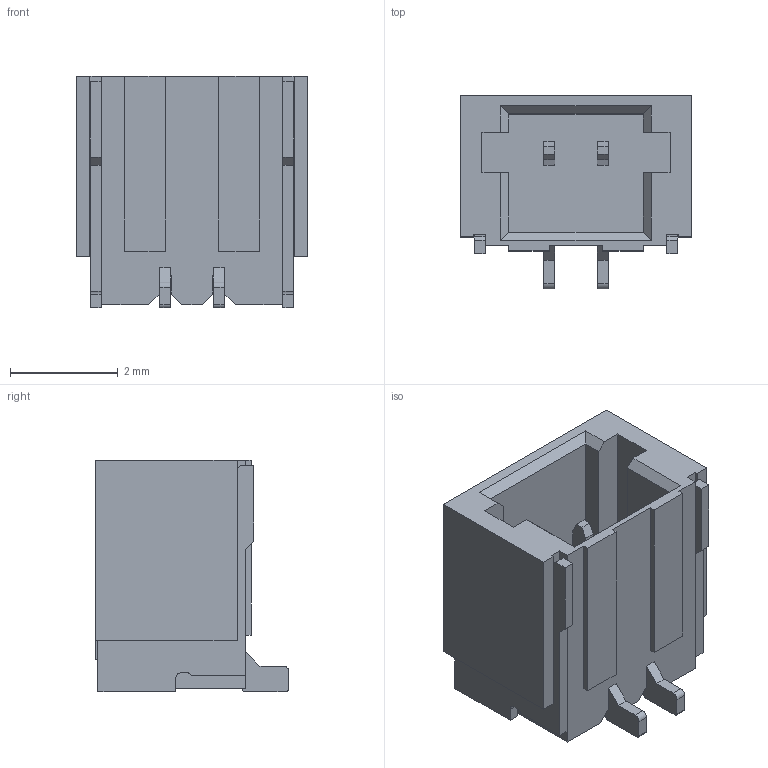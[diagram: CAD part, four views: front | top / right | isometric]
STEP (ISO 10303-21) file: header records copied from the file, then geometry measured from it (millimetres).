
FILE_DESCRIPTION((''),'2;1');
FILE_NAME('C-1734595-2','2009-01-29T',('workeradm'),('Tyco Electronics Corporation'),'PRO/ENGINEER BY PARAMETRIC TECHNOLOGY CORPORATION, 2005450','PRO/ENGINEER BY PARAMETRIC TECHNOLOGY CORPORATION, 2005450','');
FILE_SCHEMA(('CONFIG_CONTROL_DESIGN', 'GEOMETRIC_VALIDATION_PROPERTIES_MIM'));
Length unit declared in the file: millimetre
Products named in the file (1): C-1734595-2
Bounding box: 4.3 x 3.6 x 4.3 mm (x, y, z)
Volume: 30.4 mm3; surface area: 147.8 mm2
Topology: 1 solids, 1 shells, 133 faces, 380 edges, 252 vertices
Faces by surface type: plane 123, cylinder 10
Entity records: 4391 total; most frequent: CARTESIAN_POINT 766, ORIENTED_EDGE 760, DIRECTION 666, EDGE_CURVE 380, VECTOR 360, LINE 360, VERTEX_POINT 252, AXIS2_PLACEMENT_3D 153
